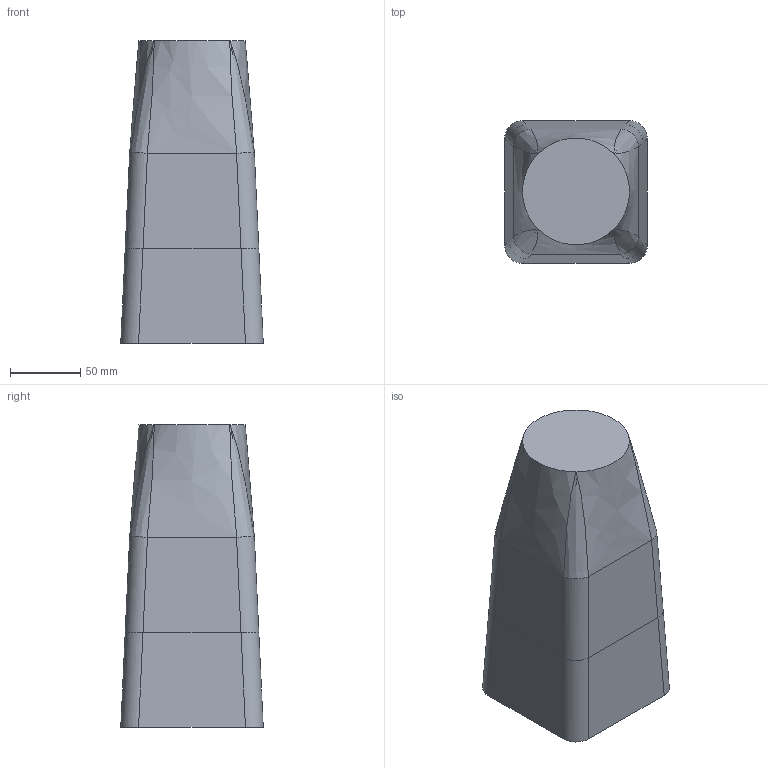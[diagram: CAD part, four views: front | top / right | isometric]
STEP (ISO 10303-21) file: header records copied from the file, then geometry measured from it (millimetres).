
FILE_DESCRIPTION (( 'STEP AP203' ), '1' );
FILE_NAME ('NoseCone.STEP', '2025-01-26T22:04:04', ( '' ), ( '' ), 'SwSTEP 2.0', 'SolidWorks 2024', '' );
FILE_SCHEMA (( 'CONFIG_CONTROL_DESIGN' ));
Length unit declared in the file: inch
Products named in the file (1): NoseCone
Bounding box: 101.6 x 101.6 x 215.87 mm (x, y, z)
Volume: 1705268.6 mm3; surface area: 86678.8 mm2
Topology: 1 solids, 1 shells, 26 faces, 64 edges, 36 vertices
Faces by surface type: plane 10, bspline 8, cylinder 8
Entity records: 1347 total; most frequent: CARTESIAN_POINT 767, ORIENTED_EDGE 120, DIRECTION 74, EDGE_CURVE 60, VERTEX_POINT 36, LINE 28, VECTOR 28, FACE_OUTER_BOUND 26
